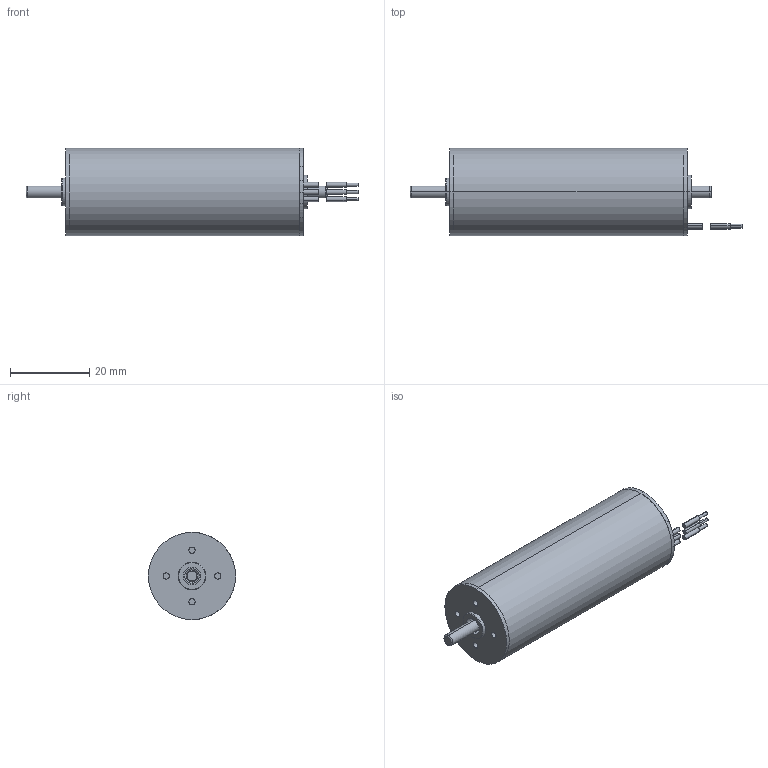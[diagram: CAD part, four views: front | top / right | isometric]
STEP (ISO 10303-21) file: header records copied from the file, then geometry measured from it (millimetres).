
FILE_DESCRIPTION (( 'STEP AP214' ), '1' );
FILE_NAME ('104006002.STEP', '2025-07-10T02:25:33', ( 'China' ), ( 'Microsoft' ), 'SwSTEP 2.0', 'SolidWorks 2025', '' );
FILE_SCHEMA (( 'AUTOMOTIVE_DESIGN' ));
Length unit declared in the file: millimetre
Products named in the file (1): 104006002
Bounding box: 83.8 x 22 x 22 mm (x, y, z)
Volume: 18884.5 mm3; surface area: 85357.9 mm2
Topology: 263 solids, 263 shells, 1850 faces, 3840 edges, 2541 vertices
Faces by surface type: cylinder 1200, plane 599, torus 39, cone 10, bspline 2
Entity records: 55015 total; most frequent: DIRECTION 10012, CARTESIAN_POINT 9516, ORIENTED_EDGE 7672, AXIS2_PLACEMENT_3D 4337, EDGE_CURVE 3836, VERTEX_POINT 2541, CIRCLE 2488, EDGE_LOOP 2399
